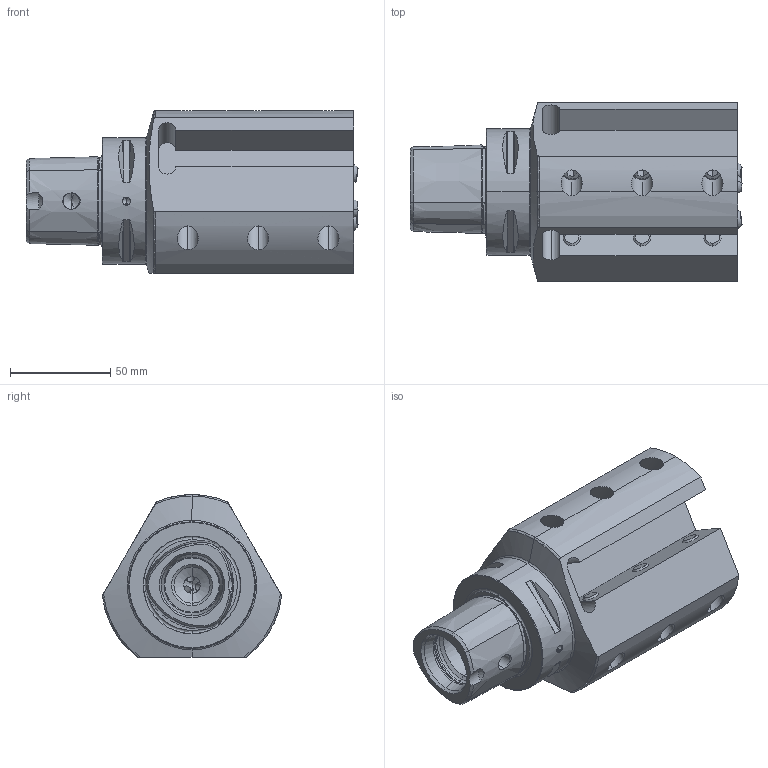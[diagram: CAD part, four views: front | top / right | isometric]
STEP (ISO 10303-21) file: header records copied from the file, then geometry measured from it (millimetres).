
FILE_DESCRIPTION (( 'STEP AP203' ), '1' );
FILE_NAME ('PS6-V20.R31.125.STEP', '2013-06-24T15:12:43', ( 'baer' ), ( 'Hewlett-Packard Company' ), 'SwSTEP 2.0', 'SolidWorks 2012', '' );
FILE_SCHEMA (( 'CONFIG_CONTROL_DESIGN' ));
Length unit declared in the file: millimetre
Products named in the file (6): PS6-V20.R31.125; KU1-U12.001.010; KU1-U12.001.010_2; KU1-U12.001.010_1; ISO 4026 - M10 x 25; PS6-V20.R31.125_A
Assembly tree (15 placements, depth 3):
  PS6-V20.R31.125
    PS6-V20.R31.125_A
    ISO 4026 - M10 x 25  x9
    KU1-U12.001.010  x3
      KU1-U12.001.010_1
      KU1-U12.001.010_2
Bounding box: 165.19 x 89.35 x 81 mm (x, y, z)
Volume: 507496.5 mm3; surface area: 88190.3 mm2
Topology: 16 solids, 16 shells, 422 faces, 1023 edges, 624 vertices
Faces by surface type: plane 127, cylinder 126, cone 123, torus 34, sphere 12
Entity records: 10178 total; most frequent: CARTESIAN_POINT 2955, DIRECTION 1373, ORIENTED_EDGE 1306, EDGE_CURVE 653, AXIS2_PLACEMENT_3D 561, VERTEX_POINT 398, EDGE_LOOP 303, CIRCLE 274
